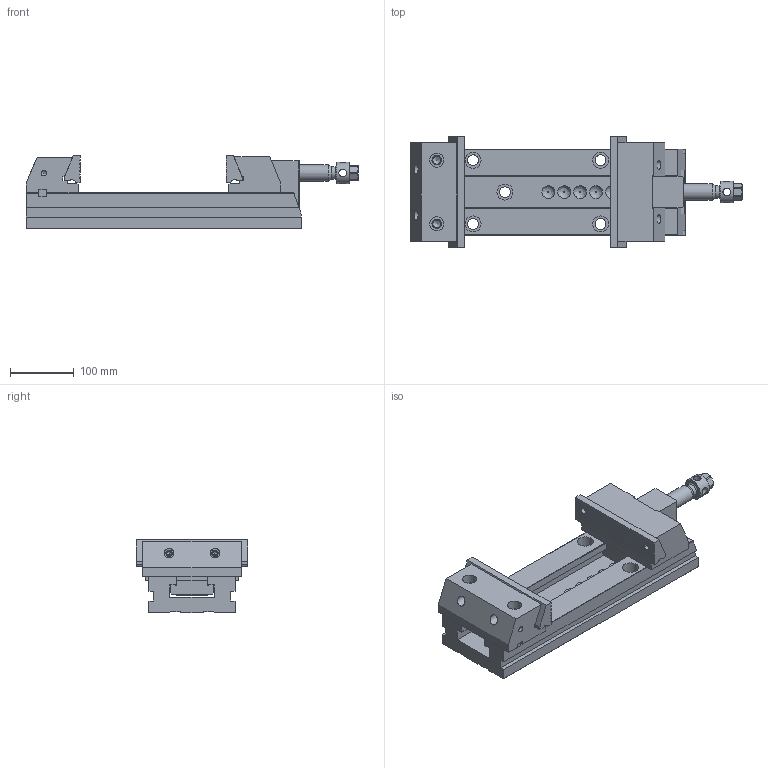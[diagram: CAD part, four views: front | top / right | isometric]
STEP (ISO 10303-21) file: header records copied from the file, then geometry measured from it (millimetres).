
FILE_DESCRIPTION(/* description */ (''),/* implementation_level */ '2;1');
FILE_NAME(/* name */ '60_175_Mordaza.stp',/* time_stamp */ '2013-11-06T08:17:37+01:00',/* author */ (''),/* organization */ (''),/* preprocessor_version */ 'ST-DEVELOPER v11',/* originating_system */ 'SIEMENS PLM Software NX 7.5',/* authorisation */ '');
FILE_SCHEMA (('CONFIG_CONTROL_DESIGN'));
Length unit declared in the file: millimetre
Products named in the file (2): 15090 Montaje taco atras; 60_175_Mordaza
Assembly tree (1 placements, depth 2):
  60_175_Mordaza
    15090 Montaje taco atras
Bounding box: 521 x 175 x 114.6 mm (x, y, z)
Volume: 3745334.6 mm3; surface area: 506014.1 mm2
Topology: 12 solids, 12 shells, 447 faces, 1196 edges, 793 vertices
Faces by surface type: plane 287, cylinder 97, cone 43, torus 9, bspline 9, sphere 2
Full cylindrical faces by diameter (mm): 4.351 x1, 5.188 x1, 6.985 x4, 8.5 x4, 8.782 x6, 10 x4, 10.579 x4, 12 x4, 12.376 x2, 13 x4, 15 x6, 16 x6, 16.5 x1, 17 x5, 19 x4, 20 x3, 21.25 x1, 22 x2, 25 x5, 26 x1, 30 x2, 33.8 x1, 34 x3
Entity records: 13459 total; most frequent: CARTESIAN_POINT 2809, DIRECTION 2113, ORIENTED_EDGE 1972, EDGE_CURVE 986, VERTEX_POINT 739, AXIS2_PLACEMENT_3D 731, EDGE_LOOP 656, LINE 651
